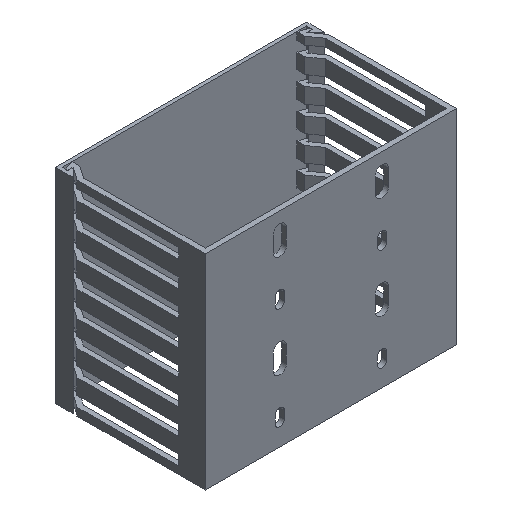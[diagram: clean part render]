
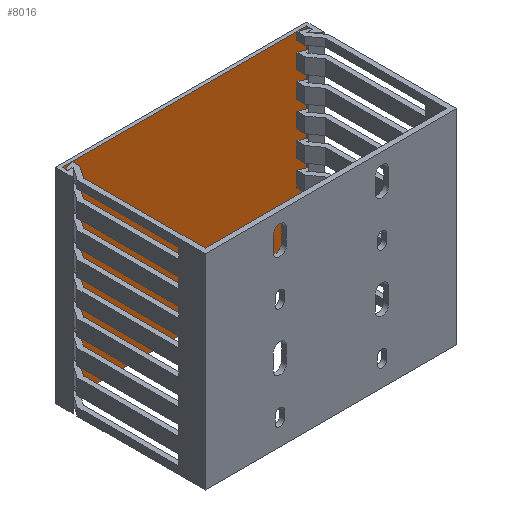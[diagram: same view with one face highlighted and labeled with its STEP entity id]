
A CAD part, isometric view. The second image highlights one B-rep face of the part: STEP entity #8016.
In plain terms, the highlighted planar face has unit normal (0, -1, 0).
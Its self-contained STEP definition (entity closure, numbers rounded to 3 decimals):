
#7786=DIRECTION('',(1.,0.,0.));
#7787=VECTOR('',#7786,119.56);
#7788=CARTESIAN_POINT('',(-59.78,6.724,0.));
#7789=LINE('',#7788,#7787);
#7790=DIRECTION('',(0.,0.,-1.));
#7791=VECTOR('',#7790,100.);
#7792=CARTESIAN_POINT('',(59.78,6.724,0.));
#7793=LINE('',#7792,#7791);
#7794=DIRECTION('',(-1.,0.,0.));
#7795=VECTOR('',#7794,119.56);
#7796=CARTESIAN_POINT('',(59.78,6.724,-100.));
#7797=LINE('',#7796,#7795);
#7798=DIRECTION('',(0.,0.,1.));
#7799=VECTOR('',#7798,100.);
#7800=CARTESIAN_POINT('',(-59.78,6.724,-100.));
#7801=LINE('',#7800,#7799);
#7850=CARTESIAN_POINT('',(-59.78,6.724,-100.));
#7851=CARTESIAN_POINT('',(-59.78,6.724,0.));
#7852=VERTEX_POINT('',#7850);
#7853=VERTEX_POINT('',#7851);
#7854=CARTESIAN_POINT('',(59.78,6.724,0.));
#7855=CARTESIAN_POINT('',(59.78,6.724,-100.));
#7856=VERTEX_POINT('',#7854);
#7857=VERTEX_POINT('',#7855);
#8004=CARTESIAN_POINT('',(-59.78,6.724,0.));
#8005=DIRECTION('',(0.,-1.,0.));
#8006=DIRECTION('',(1.,0.,0.));
#8007=AXIS2_PLACEMENT_3D('',#8004,#8005,#8006);
#8008=PLANE('',#8007);
#8009=ORIENTED_EDGE('',*,*,#7897,.T.);
#8010=ORIENTED_EDGE('',*,*,#7997,.T.);
#8011=ORIENTED_EDGE('',*,*,#7941,.T.);
#8013=ORIENTED_EDGE('',*,*,#8012,.T.);
#8014=EDGE_LOOP('',(#8009,#8010,#8011,#8013));
#8015=FACE_OUTER_BOUND('',#8014,.F.);
#7897=EDGE_CURVE('',#7853,#7856,#7789,.T.);
#7941=EDGE_CURVE('',#7857,#7852,#7797,.T.);
#7997=EDGE_CURVE('',#7856,#7857,#7793,.T.);
#8012=EDGE_CURVE('',#7852,#7853,#7801,.T.);
#8016=ADVANCED_FACE('',(#8015),#8008,.T.);
